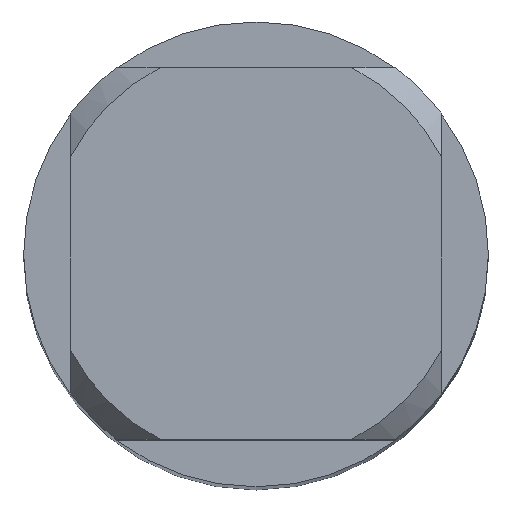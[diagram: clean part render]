
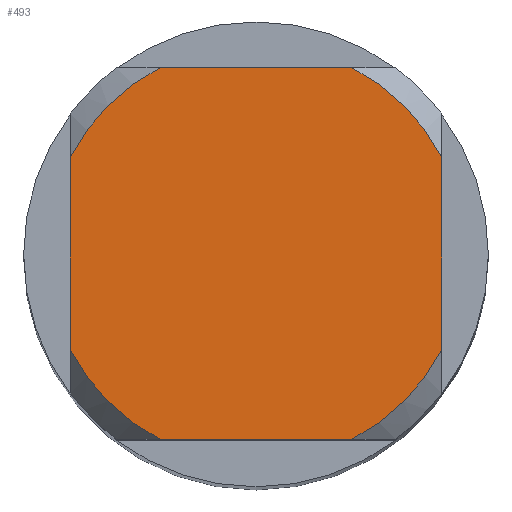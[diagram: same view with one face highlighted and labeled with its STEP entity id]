
A CAD part, top view. The second image highlights one B-rep face of the part: STEP entity #493.
In plain terms, the highlighted planar face has unit normal (0, 0, 1).
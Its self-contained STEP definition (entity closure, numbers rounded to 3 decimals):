
#189=VERTEX_POINT('',#535);
#191=EDGE_CURVE('',#339,#449,#537,.T.);
#225=EDGE_CURVE('',#189,#365,#574,.T.);
#231=EDGE_CURVE('',#463,#341,#580,.T.);
#243=EDGE_CURVE('',#189,#351,#593,.T.);
#339=VERTEX_POINT('',#697);
#341=VERTEX_POINT('',#699);
#351=VERTEX_POINT('',#709);
#365=VERTEX_POINT('',#725);
#407=VERTEX_POINT('',#770);
#429=EDGE_CURVE('',#339,#341,#795,.T.);
#449=VERTEX_POINT('',#817);
#463=VERTEX_POINT('',#831);
#467=EDGE_CURVE('',#407,#365,#835,.T.);
#493=ADVANCED_FACE('',(#865),#866,.T.);
#513=EDGE_CURVE('',#407,#449,#888,.T.);
#515=EDGE_CURVE('',#463,#351,#890,.T.);
#535=CARTESIAN_POINT('',(2.062,4.0,0.0));
#537=CIRCLE('',#903,4.5);
#574=LINE('',#998,#999);
#580=CIRCLE('',#1007,4.5);
#593=CIRCLE('',#1048,4.5);
#697=CARTESIAN_POINT('',(-2.062,-4.0,0.0));
#699=CARTESIAN_POINT('',(2.062,-4.0,0.0));
#709=CARTESIAN_POINT('',(4.0,2.062,0.0));
#725=CARTESIAN_POINT('',(-2.062,4.0,0.0));
#770=CARTESIAN_POINT('',(-4.0,2.062,0.0));
#795=LINE('',#1515,#1516);
#817=CARTESIAN_POINT('',(-4.0,-2.062,0.0));
#831=CARTESIAN_POINT('',(4.0,-2.062,0.0));
#835=CIRCLE('',#1588,4.5);
#865=FACE_OUTER_BOUND('',#1631,.T.);
#866=PLANE('',#1632);
#888=LINE('',#1687,#1688);
#890=LINE('',#1691,#1692);
#903=AXIS2_PLACEMENT_3D('',#1696,#1697,#1698);
#998=CARTESIAN_POINT('',(0.0,4.0,0.0));
#999=VECTOR('',#1740,1.0);
#1007=AXIS2_PLACEMENT_3D('',#1744,#1745,#1746);
#1048=AXIS2_PLACEMENT_3D('',#1755,#1756,#1757);
#1515=CARTESIAN_POINT('',(0.0,-4.0,0.0));
#1516=VECTOR('',#1961,1.0);
#1588=AXIS2_PLACEMENT_3D('',#1988,#1989,#1990);
#1631=EDGE_LOOP('',(#2028,#2029,#2030,#2031,#2032,#2033,#2034,#2035));
#1632=AXIS2_PLACEMENT_3D('',#2036,#2037,#2038);
#1687=CARTESIAN_POINT('',(-4.0,1.125,0.0));
#1688=VECTOR('',#2077,1.0);
#1691=CARTESIAN_POINT('',(4.0,1.125,0.0));
#1692=VECTOR('',#2078,1.0);
#1696=CARTESIAN_POINT('',(0.0,0.0,0.0));
#1697=DIRECTION('',(0.0,0.0,-1.0));
#1698=DIRECTION('',(0.0,1.0,0.0));
#1740=DIRECTION('',(-1.0,0.0,0.0));
#1744=CARTESIAN_POINT('',(0.0,0.0,0.0));
#1745=DIRECTION('',(0.0,0.0,-1.0));
#1746=DIRECTION('',(0.0,1.0,0.0));
#1755=CARTESIAN_POINT('',(0.0,0.0,0.0));
#1756=DIRECTION('',(0.0,0.0,-1.0));
#1757=DIRECTION('',(0.0,1.0,0.0));
#1961=DIRECTION('',(1.0,0.0,0.0));
#1988=CARTESIAN_POINT('',(0.0,0.0,0.0));
#1989=DIRECTION('',(0.0,0.0,-1.0));
#1990=DIRECTION('',(0.0,1.0,0.0));
#2028=ORIENTED_EDGE('',*,*,#513,.T.);
#2029=ORIENTED_EDGE('',*,*,#191,.F.);
#2030=ORIENTED_EDGE('',*,*,#429,.T.);
#2031=ORIENTED_EDGE('',*,*,#231,.F.);
#2032=ORIENTED_EDGE('',*,*,#515,.T.);
#2033=ORIENTED_EDGE('',*,*,#243,.F.);
#2034=ORIENTED_EDGE('',*,*,#225,.T.);
#2035=ORIENTED_EDGE('',*,*,#467,.F.);
#2036=CARTESIAN_POINT('',(0.0,2.25,0.0));
#2037=DIRECTION('',(-0.0,0.0,1.0));
#2038=DIRECTION('',(0.0,-1.0,0.0));
#2077=DIRECTION('',(-0.0,-1.0,0.0));
#2078=DIRECTION('',(-0.0,1.0,0.0));
